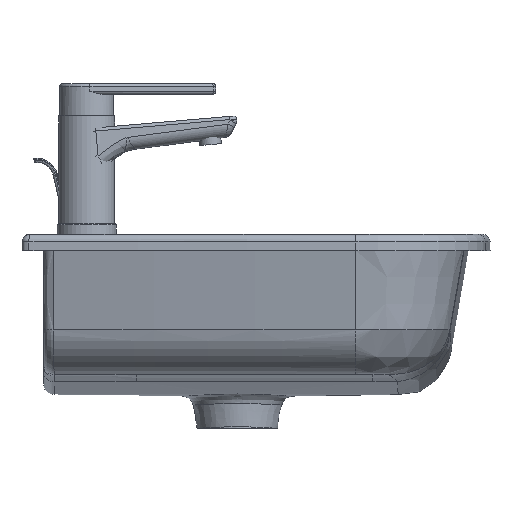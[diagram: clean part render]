
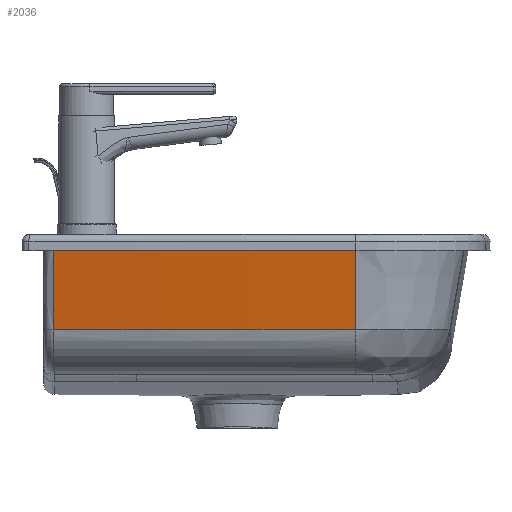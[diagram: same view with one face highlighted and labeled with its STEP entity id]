
A CAD part, left-side view. The second image highlights one B-rep face of the part: STEP entity #2036.
In plain terms, the highlighted conical face has half-angle 10 degrees and reference radius 3339.8 mm.
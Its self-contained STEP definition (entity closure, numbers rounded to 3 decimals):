
#1863=CARTESIAN_POINT('',(-231.59,170.692,-73.682));
#1864=VERTEX_POINT('',#1863);
#1968=CARTESIAN_POINT('',(-244.614,170.689,0.));
#1969=VERTEX_POINT('',#1968);
#1993=CARTESIAN_POINT('',(-231.59,170.692,-73.682));
#1994=CARTESIAN_POINT('',(-235.931,170.691,-49.122));
#1995=CARTESIAN_POINT('',(-240.273,170.69,-24.561));
#1996=CARTESIAN_POINT('',(-244.614,170.689,0.));
#1997=B_SPLINE_CURVE_WITH_KNOTS('',3,(#1993,#1994,#1995,#1996),.UNSPECIFIED.,.F.,.U.,(4,4),(-8.322,-0.839),.UNSPECIFIED.);
#1998=EDGE_CURVE('',#1864,#1969,#1997,.T.);
#2003=CARTESIAN_POINT('',(3097.119,-63.626,-57.5));
#2004=DIRECTION('',(0.0,0.0,1.0));
#2005=DIRECTION('',(-1.,-0.014,0.0));
#2006=AXIS2_PLACEMENT_3D('',#2003,#2004,#2005);
#2007=CONICAL_SURFACE('',#2006,3339.799,10.);
#2008=ORIENTED_EDGE('',*,*,#1998,.F.);
#2009=CARTESIAN_POINT('',(-239.508,-109.791,-73.682));
#2010=VERTEX_POINT('',#2009);
#2011=CARTESIAN_POINT('',(3097.119,-63.626,-73.682));
#2012=DIRECTION('',(0.,0.,-1.0));
#2013=DIRECTION('',(-0.999,0.033,0.));
#2014=AXIS2_PLACEMENT_3D('',#2011,#2012,#2013);
#2015=CIRCLE('',#2014,3336.946);
#2016=EDGE_CURVE('',#2010,#1864,#2015,.T.);
#2017=ORIENTED_EDGE('',*,*,#2016,.F.);
#2018=CARTESIAN_POINT('',(-252.5,-109.868,0.0));
#2019=VERTEX_POINT('',#2018);
#2020=CARTESIAN_POINT('',(-239.508,-109.791,-73.682));
#2021=CARTESIAN_POINT('',(-243.893,-109.816,-48.813));
#2022=CARTESIAN_POINT('',(-248.379,-109.843,-23.373));
#2023=CARTESIAN_POINT('',(-252.5,-109.868,0.));
#2024=B_SPLINE_CURVE_WITH_KNOTS('',3,(#2020,#2021,#2022,#2023),.UNSPECIFIED.,.F.,.U.,(4,4),(4.929,11.851),.UNSPECIFIED.);
#2025=EDGE_CURVE('',#2019,#2010,#2024,.F.);
#2026=ORIENTED_EDGE('',*,*,#2025,.F.);
#2027=CARTESIAN_POINT('',(3097.119,-63.626,0.0));
#2028=DIRECTION('',(0.0,0.0,1.0));
#2029=DIRECTION('',(1.,0.014,0.0));
#2030=AXIS2_PLACEMENT_3D('',#2027,#2028,#2029);
#2031=CIRCLE('',#2030,3349.938);
#2032=EDGE_CURVE('',#1969,#2019,#2031,.T.);
#2033=ORIENTED_EDGE('',*,*,#2032,.F.);
#2034=EDGE_LOOP('',(#2008,#2017,#2026,#2033));
#2035=FACE_OUTER_BOUND('',#2034,.T.);
#2036=ADVANCED_FACE('',(#2035),#2007,.T.);
